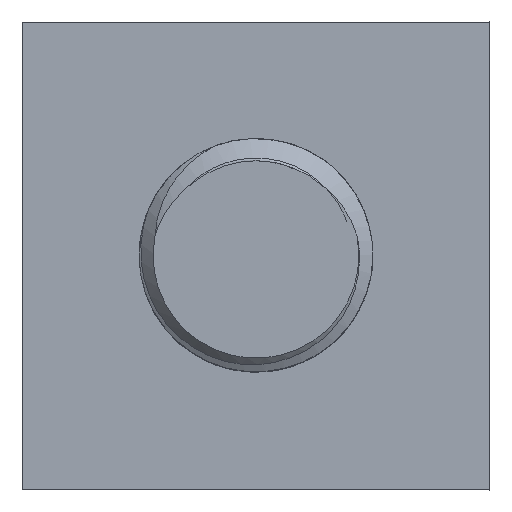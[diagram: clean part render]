
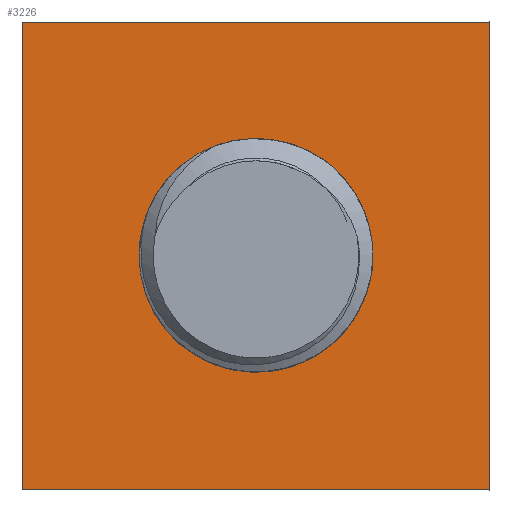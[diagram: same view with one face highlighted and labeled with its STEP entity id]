
A CAD part, top view. The second image highlights one B-rep face of the part: STEP entity #3226.
In plain terms, the highlighted planar face has unit normal (0, 0, 1).
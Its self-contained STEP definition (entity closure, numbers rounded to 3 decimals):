
#21=PLANE('',#3435);
#191=B_SPLINE_CURVE_WITH_KNOTS('',3,(#4805,#4806,#4807,#4808),
 .UNSPECIFIED.,.F.,.F.,(4,4),(0.004,0.004),
 .UNSPECIFIED.);
#223=LINE('',#6118,#630);
#224=LINE('',#6121,#631);
#225=LINE('',#6123,#632);
#226=LINE('',#6125,#633);
#630=VECTOR('',#3642,1000.);
#631=VECTOR('',#3643,1000.);
#632=VECTOR('',#3644,1000.);
#633=VECTOR('',#3645,1000.);
#1035=CIRCLE('',#3434,2.5);
#1036=CIRCLE('',#3436,2.5);
#1037=CIRCLE('',#3437,2.5);
#1038=CIRCLE('',#3438,2.5);
#1069=ORIENTED_EDGE('',*,*,#1999,.T.);
#1070=ORIENTED_EDGE('',*,*,#2000,.T.);
#1071=ORIENTED_EDGE('',*,*,#2001,.T.);
#1072=ORIENTED_EDGE('',*,*,#2002,.T.);
#1073=ORIENTED_EDGE('',*,*,#1976,.F.);
#1074=ORIENTED_EDGE('',*,*,#2003,.T.);
#1075=ORIENTED_EDGE('',*,*,#1974,.T.);
#1076=ORIENTED_EDGE('',*,*,#2004,.T.);
#1077=ORIENTED_EDGE('',*,*,#2005,.T.);
#1974=EDGE_CURVE('',#2440,#2439,#1035,.T.);
#1976=EDGE_CURVE('',#2441,#2442,#191,.T.);
#1999=EDGE_CURVE('',#2464,#2465,#223,.T.);
#2000=EDGE_CURVE('',#2465,#2466,#224,.T.);
#2001=EDGE_CURVE('',#2466,#2467,#225,.T.);
#2002=EDGE_CURVE('',#2467,#2464,#226,.T.);
#2003=EDGE_CURVE('',#2441,#2440,#1036,.T.);
#2004=EDGE_CURVE('',#2439,#2468,#1037,.T.);
#2005=EDGE_CURVE('',#2468,#2442,#1038,.T.);
#2439=VERTEX_POINT('',#4563);
#2440=VERTEX_POINT('',#4565);
#2441=VERTEX_POINT('',#4809);
#2442=VERTEX_POINT('',#4810);
#2464=VERTEX_POINT('',#6119);
#2465=VERTEX_POINT('',#6120);
#2466=VERTEX_POINT('',#6122);
#2467=VERTEX_POINT('',#6124);
#2468=VERTEX_POINT('',#6128);
#2762=EDGE_LOOP('',(#1069,#1070,#1071,#1072));
#2763=EDGE_LOOP('',(#1073,#1074,#1075,#1076,#1077));
#2984=FACE_BOUND('',#2762,.T.);
#2985=FACE_BOUND('',#2763,.T.);
#3226=ADVANCED_FACE('',(#2984,#2985),#21,.F.);
#3434=AXIS2_PLACEMENT_3D('',#4564,#3636,#3637);
#3435=AXIS2_PLACEMENT_3D('',#6117,#3640,#3641);
#3436=AXIS2_PLACEMENT_3D('',#6126,#3646,#3647);
#3437=AXIS2_PLACEMENT_3D('',#6127,#3648,#3649);
#3438=AXIS2_PLACEMENT_3D('',#6129,#3650,#3651);
#3636=DIRECTION('',(0.,0.,-1.));
#3637=DIRECTION('',(0.,1.,0.));
#3640=DIRECTION('',(0.,0.,-1.));
#3641=DIRECTION('',(-1.,0.,0.));
#3642=DIRECTION('',(-1.,0.,0.));
#3643=DIRECTION('',(0.,-1.,0.));
#3644=DIRECTION('',(1.,0.,0.));
#3645=DIRECTION('',(0.,1.,0.));
#3646=DIRECTION('',(0.,0.,-1.));
#3647=DIRECTION('',(-1.,0.,0.));
#3648=DIRECTION('',(0.,0.,-1.));
#3649=DIRECTION('',(0.,1.,0.));
#3650=DIRECTION('',(0.,0.,-1.));
#3651=DIRECTION('',(0.,1.,0.));
#4563=CARTESIAN_POINT('',(2.32,-0.931,3.));
#4564=CARTESIAN_POINT('',(0.,0.,3.));
#4565=CARTESIAN_POINT('',(2.5,-0.005,3.));
#4805=CARTESIAN_POINT('',(2.3,0.97,3.));
#4806=CARTESIAN_POINT('',(2.307,0.957,3.));
#4807=CARTESIAN_POINT('',(2.313,0.944,3.));
#4808=CARTESIAN_POINT('',(2.32,0.931,3.));
#4809=CARTESIAN_POINT('',(2.3,0.97,3.));
#4810=CARTESIAN_POINT('',(2.32,0.931,3.));
#6117=CARTESIAN_POINT('',(0.,0.,3.));
#6118=CARTESIAN_POINT('',(5.,4.99,3.));
#6119=CARTESIAN_POINT('',(5.,4.99,3.));
#6120=CARTESIAN_POINT('',(-5.,4.988,3.));
#6121=CARTESIAN_POINT('',(-5.,4.988,3.));
#6122=CARTESIAN_POINT('',(-5.,-5.009,3.));
#6123=CARTESIAN_POINT('',(-5.,-5.009,3.));
#6124=CARTESIAN_POINT('',(5.,-5.01,3.));
#6125=CARTESIAN_POINT('',(5.,-5.01,3.));
#6126=CARTESIAN_POINT('',(0.,-0.01,3.));
#6127=CARTESIAN_POINT('',(0.,0.,3.));
#6128=CARTESIAN_POINT('',(-2.5,0.,3.));
#6129=CARTESIAN_POINT('',(0.,0.,3.));
